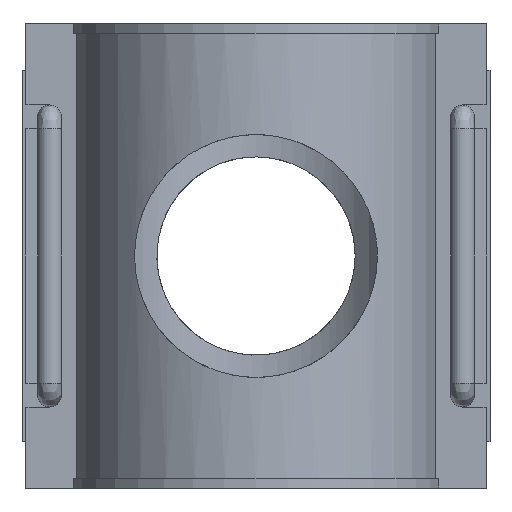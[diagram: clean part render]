
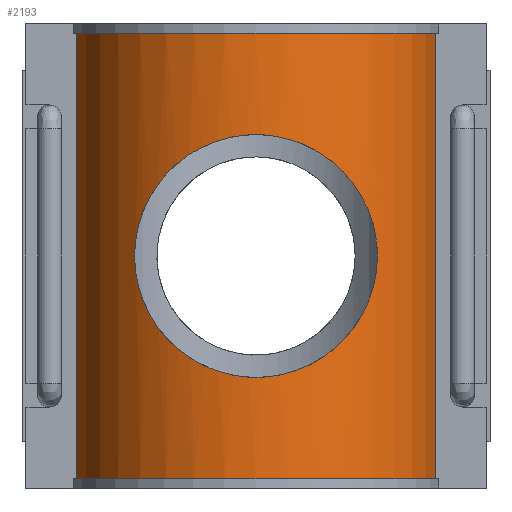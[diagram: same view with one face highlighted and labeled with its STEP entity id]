
A CAD part, front view. The second image highlights one B-rep face of the part: STEP entity #2193.
In plain terms, the highlighted cylindrical face has radius 46.5 mm (diameter 93 mm), a partial arc.
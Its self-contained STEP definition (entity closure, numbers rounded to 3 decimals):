
#31=LINE('',#3722,#238);
#66=LINE('',#3960,#273);
#238=VECTOR('',#2565,113.28);
#273=VECTOR('',#2642,113.28);
#532=CIRCLE('',#2328,46.5);
#540=CIRCLE('',#2342,46.5);
#611=FACE_BOUND('',#813,.T.);
#669=FACE_OUTER_BOUND('',#812,.T.);
#812=EDGE_LOOP('',(#1636,#1637,#1638,#1639));
#813=EDGE_LOOP('',(#1640));
#962=B_SPLINE_CURVE_WITH_KNOTS('',3,(#3111,#3112,#3113,#3114,#3115,#3116,
#3117,#3118,#3119,#3120,#3121,#3122,#3123,#3124,#3125,#3126,#3127,#3128,
#3129,#3130,#3131,#3132,#3133,#3134,#3135,#3136,#3137,#3138,#3139,#3140,
#3141,#3142,#3143,#3144,#3145,#3146,#3147,#3148,#3149,#3150,#3151,#3152,
#3153,#3154,#3155,#3156,#3157,#3158,#3159,#3160,#3161,#3162,#3163,#3164,
#3165,#3166,#3167,#3168,#3169,#3170,#3171,#3172,#3173,#3174,#3175,#3176),
 .UNSPECIFIED.,.T.,.F.,(4,2,2,2,2,2,2,2,2,2,2,2,2,2,2,2,2,2,2,2,2,2,2,2,
2,2,2,2,2,2,2,2,4),(0.,0.609,1.217,1.826,
2.434,3.036,3.639,4.241,4.843,
5.445,6.047,6.649,7.251,7.859,
8.468,9.077,9.685,10.294,10.903,
11.511,12.12,12.722,13.324,13.926,
14.528,15.13,15.732,16.334,16.936,
17.545,18.153,18.762,19.371),
 .UNSPECIFIED.);
#993=VERTEX_POINT('',#3110);
#1016=VERTEX_POINT('',#3707);
#1017=VERTEX_POINT('',#3709);
#1021=VERTEX_POINT('',#3721);
#1040=VERTEX_POINT('',#3766);
#1205=EDGE_CURVE('',#993,#993,#962,.T.);
#1233=EDGE_CURVE('',#1016,#1017,#532,.T.);
#1238=EDGE_CURVE('',#1016,#1021,#31,.T.);
#1260=EDGE_CURVE('',#1040,#1021,#540,.T.);
#1295=EDGE_CURVE('',#1017,#1040,#66,.T.);
#1636=ORIENTED_EDGE('',*,*,#1233,.T.);
#1637=ORIENTED_EDGE('',*,*,#1295,.T.);
#1638=ORIENTED_EDGE('',*,*,#1260,.T.);
#1639=ORIENTED_EDGE('',*,*,#1238,.F.);
#1640=ORIENTED_EDGE('',*,*,#1205,.T.);
#2149=CYLINDRICAL_SURFACE('',#2352,46.5);
#2193=ADVANCED_FACE('',(#669,#611),#2149,.T.);
#2328=AXIS2_PLACEMENT_3D('',#3711,#2555,#2556);
#2342=AXIS2_PLACEMENT_3D('',#3767,#2602,#2603);
#2352=AXIS2_PLACEMENT_3D('',#3961,#2643,#2644);
#2555=DIRECTION('center_axis',(0.,0.,1.));
#2556=DIRECTION('ref_axis',(1.,0.,0.));
#2565=DIRECTION('',(0.,0.,1.));
#2602=DIRECTION('center_axis',(0.,0.,-1.));
#2603=DIRECTION('ref_axis',(1.,0.,0.));
#2642=DIRECTION('',(0.,0.,1.));
#2643=DIRECTION('center_axis',(0.,0.,1.));
#2644=DIRECTION('ref_axis',(1.,0.,0.));
#3110=CARTESIAN_POINT('',(30.87,-34.775,0.));
#3111=CARTESIAN_POINT('Ctrl Pts',(30.87,-34.775,0.));
#3112=CARTESIAN_POINT('Ctrl Pts',(30.87,-34.775,-2.029));
#3113=CARTESIAN_POINT('Ctrl Pts',(30.667,-34.958,-4.09));
#3114=CARTESIAN_POINT('Ctrl Pts',(29.851,-35.657,-8.131));
#3115=CARTESIAN_POINT('Ctrl Pts',(29.238,-36.172,-10.113));
#3116=CARTESIAN_POINT('Ctrl Pts',(27.649,-37.4,-13.88));
#3117=CARTESIAN_POINT('Ctrl Pts',(26.672,-38.113,-15.669));
#3118=CARTESIAN_POINT('Ctrl Pts',(24.434,-39.586,-18.972));
#3119=CARTESIAN_POINT('Ctrl Pts',(23.171,-40.344,-20.486));
#3120=CARTESIAN_POINT('Ctrl Pts',(20.5,-41.764,-23.157));
#3121=CARTESIAN_POINT('Ctrl Pts',(18.994,-42.481,-24.416));
#3122=CARTESIAN_POINT('Ctrl Pts',(15.69,-43.809,-26.66));
#3123=CARTESIAN_POINT('Ctrl Pts',(13.892,-44.42,-27.644));
#3124=CARTESIAN_POINT('Ctrl Pts',(10.104,-45.431,-29.242));
#3125=CARTESIAN_POINT('Ctrl Pts',(8.111,-45.833,-29.857));
#3126=CARTESIAN_POINT('Ctrl Pts',(4.062,-46.367,-30.671));
#3127=CARTESIAN_POINT('Ctrl Pts',(2.007,-46.5,-30.87));
#3128=CARTESIAN_POINT('Ctrl Pts',(-2.007,-46.5,-30.87));
#3129=CARTESIAN_POINT('Ctrl Pts',(-4.062,-46.367,-30.671));
#3130=CARTESIAN_POINT('Ctrl Pts',(-8.111,-45.833,-29.857));
#3131=CARTESIAN_POINT('Ctrl Pts',(-10.104,-45.431,-29.242));
#3132=CARTESIAN_POINT('Ctrl Pts',(-13.892,-44.42,-27.644));
#3133=CARTESIAN_POINT('Ctrl Pts',(-15.69,-43.809,-26.66));
#3134=CARTESIAN_POINT('Ctrl Pts',(-18.994,-42.481,-24.416));
#3135=CARTESIAN_POINT('Ctrl Pts',(-20.5,-41.764,-23.157));
#3136=CARTESIAN_POINT('Ctrl Pts',(-23.171,-40.344,-20.486));
#3137=CARTESIAN_POINT('Ctrl Pts',(-24.434,-39.586,-18.972));
#3138=CARTESIAN_POINT('Ctrl Pts',(-26.672,-38.113,-15.669));
#3139=CARTESIAN_POINT('Ctrl Pts',(-27.649,-37.4,-13.88));
#3140=CARTESIAN_POINT('Ctrl Pts',(-29.238,-36.172,-10.113));
#3141=CARTESIAN_POINT('Ctrl Pts',(-29.851,-35.657,-8.131));
#3142=CARTESIAN_POINT('Ctrl Pts',(-30.667,-34.958,-4.09));
#3143=CARTESIAN_POINT('Ctrl Pts',(-30.87,-34.775,-2.029));
#3144=CARTESIAN_POINT('Ctrl Pts',(-30.87,-34.775,2.029));
#3145=CARTESIAN_POINT('Ctrl Pts',(-30.667,-34.958,4.09));
#3146=CARTESIAN_POINT('Ctrl Pts',(-29.851,-35.657,8.131));
#3147=CARTESIAN_POINT('Ctrl Pts',(-29.238,-36.172,10.113));
#3148=CARTESIAN_POINT('Ctrl Pts',(-27.649,-37.4,13.88));
#3149=CARTESIAN_POINT('Ctrl Pts',(-26.672,-38.113,15.669));
#3150=CARTESIAN_POINT('Ctrl Pts',(-24.434,-39.586,18.972));
#3151=CARTESIAN_POINT('Ctrl Pts',(-23.171,-40.344,20.486));
#3152=CARTESIAN_POINT('Ctrl Pts',(-20.5,-41.764,23.157));
#3153=CARTESIAN_POINT('Ctrl Pts',(-18.994,-42.481,24.416));
#3154=CARTESIAN_POINT('Ctrl Pts',(-15.69,-43.809,26.66));
#3155=CARTESIAN_POINT('Ctrl Pts',(-13.892,-44.42,27.644));
#3156=CARTESIAN_POINT('Ctrl Pts',(-10.104,-45.431,29.242));
#3157=CARTESIAN_POINT('Ctrl Pts',(-8.111,-45.833,29.857));
#3158=CARTESIAN_POINT('Ctrl Pts',(-4.062,-46.367,30.671));
#3159=CARTESIAN_POINT('Ctrl Pts',(-2.007,-46.5,30.87));
#3160=CARTESIAN_POINT('Ctrl Pts',(2.007,-46.5,30.87));
#3161=CARTESIAN_POINT('Ctrl Pts',(4.062,-46.367,30.671));
#3162=CARTESIAN_POINT('Ctrl Pts',(8.111,-45.833,29.857));
#3163=CARTESIAN_POINT('Ctrl Pts',(10.104,-45.431,29.242));
#3164=CARTESIAN_POINT('Ctrl Pts',(13.892,-44.42,27.644));
#3165=CARTESIAN_POINT('Ctrl Pts',(15.69,-43.809,26.66));
#3166=CARTESIAN_POINT('Ctrl Pts',(18.994,-42.481,24.416));
#3167=CARTESIAN_POINT('Ctrl Pts',(20.5,-41.764,23.157));
#3168=CARTESIAN_POINT('Ctrl Pts',(23.171,-40.344,20.486));
#3169=CARTESIAN_POINT('Ctrl Pts',(24.434,-39.586,18.972));
#3170=CARTESIAN_POINT('Ctrl Pts',(26.672,-38.113,15.669));
#3171=CARTESIAN_POINT('Ctrl Pts',(27.649,-37.4,13.88));
#3172=CARTESIAN_POINT('Ctrl Pts',(29.238,-36.172,10.113));
#3173=CARTESIAN_POINT('Ctrl Pts',(29.851,-35.657,8.131));
#3174=CARTESIAN_POINT('Ctrl Pts',(30.667,-34.958,4.09));
#3175=CARTESIAN_POINT('Ctrl Pts',(30.87,-34.775,2.029));
#3176=CARTESIAN_POINT('Ctrl Pts',(30.87,-34.775,0.));
#3707=CARTESIAN_POINT('',(-45.545,-9.375,-56.64));
#3709=CARTESIAN_POINT('',(45.545,-9.375,-56.64));
#3711=CARTESIAN_POINT('Origin',(0.,0.,-56.64));
#3721=CARTESIAN_POINT('',(-45.545,-9.375,56.64));
#3722=CARTESIAN_POINT('',(-45.545,-9.375,0.));
#3766=CARTESIAN_POINT('',(45.545,-9.375,56.64));
#3767=CARTESIAN_POINT('Origin',(0.,0.,56.64));
#3960=CARTESIAN_POINT('',(45.545,-9.375,0.));
#3961=CARTESIAN_POINT('Origin',(0.,0.,0.));
